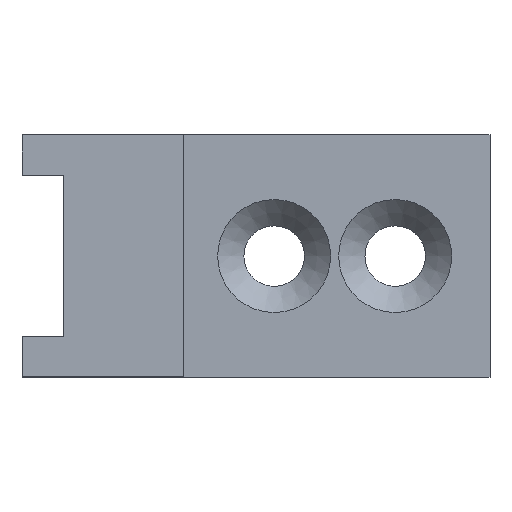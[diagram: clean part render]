
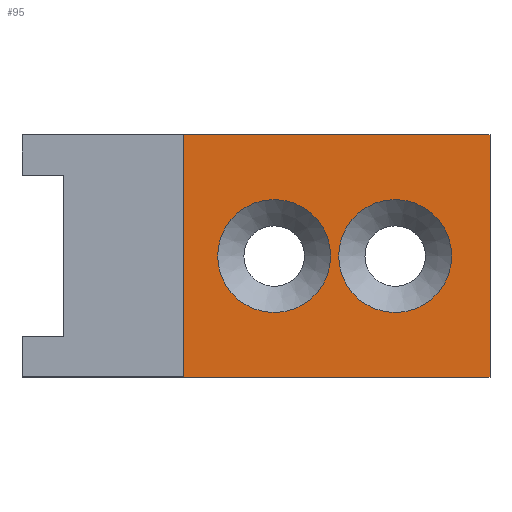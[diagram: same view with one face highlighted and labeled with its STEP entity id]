
A CAD part, top view. The second image highlights one B-rep face of the part: STEP entity #95.
In plain terms, the highlighted planar face has unit normal (0, 0, 1).
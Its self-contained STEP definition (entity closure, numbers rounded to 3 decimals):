
#46=FACE_BOUND('',#152,.T.);
#47=FACE_BOUND('',#153,.T.);
#48=FACE_BOUND('',#154,.T.);
#74=CIRCLE('',#526,2.8);
#75=CIRCLE('',#527,2.8);
#95=ADVANCED_FACE('',(#46,#47,#48),#120,.F.);
#120=PLANE('',#528);
#152=EDGE_LOOP('',(#216));
#153=EDGE_LOOP('',(#217));
#154=EDGE_LOOP('',(#218,#219,#220,#221));
#216=ORIENTED_EDGE('',*,*,#387,.T.);
#217=ORIENTED_EDGE('',*,*,#388,.T.);
#218=ORIENTED_EDGE('',*,*,#389,.T.);
#219=ORIENTED_EDGE('',*,*,#390,.F.);
#220=ORIENTED_EDGE('',*,*,#391,.F.);
#221=ORIENTED_EDGE('',*,*,#386,.T.);
#335=VERTEX_POINT('',#751);
#337=VERTEX_POINT('',#755);
#338=VERTEX_POINT('',#759);
#339=VERTEX_POINT('',#761);
#340=VERTEX_POINT('',#763);
#341=VERTEX_POINT('',#765);
#386=EDGE_CURVE('',#335,#337,#446,.T.);
#387=EDGE_CURVE('',#338,#338,#74,.T.);
#388=EDGE_CURVE('',#339,#339,#75,.T.);
#389=EDGE_CURVE('',#337,#340,#447,.T.);
#390=EDGE_CURVE('',#341,#340,#448,.T.);
#391=EDGE_CURVE('',#335,#341,#449,.T.);
#446=LINE('',#756,#492);
#447=LINE('',#762,#493);
#448=LINE('',#764,#494);
#449=LINE('',#766,#495);
#492=VECTOR('',#605,1.);
#493=VECTOR('',#612,1.);
#494=VECTOR('',#613,1.);
#495=VECTOR('',#614,1.);
#526=AXIS2_PLACEMENT_3D('',#758,#608,#609);
#527=AXIS2_PLACEMENT_3D('',#760,#610,#611);
#528=AXIS2_PLACEMENT_3D('',#767,#615,#616);
#605=DIRECTION('',(0.,1.,0.));
#608=DIRECTION('',(0.,0.,-1.));
#609=DIRECTION('',(-1.,0.,0.));
#610=DIRECTION('',(0.,0.,-1.));
#611=DIRECTION('',(-1.,0.,0.));
#612=DIRECTION('',(-1.,0.,0.));
#613=DIRECTION('',(0.,1.,0.));
#614=DIRECTION('',(-1.,0.,0.));
#615=DIRECTION('',(0.,0.,-1.));
#616=DIRECTION('',(-1.,0.,0.));
#751=CARTESIAN_POINT('',(18.7,-12.,3.));
#755=CARTESIAN_POINT('',(18.7,0.,3.));
#756=CARTESIAN_POINT('',(18.7,-12.,3.));
#758=CARTESIAN_POINT('',(14.,-6.,3.));
#759=CARTESIAN_POINT('',(11.2,-6.,3.));
#760=CARTESIAN_POINT('',(8.,-6.,3.));
#761=CARTESIAN_POINT('',(5.2,-6.,3.));
#762=CARTESIAN_POINT('',(18.7,0.,3.));
#763=CARTESIAN_POINT('',(3.5,0.,3.));
#764=CARTESIAN_POINT('',(3.5,-12.,3.));
#765=CARTESIAN_POINT('',(3.5,-12.,3.));
#766=CARTESIAN_POINT('',(18.7,-12.,3.));
#767=CARTESIAN_POINT('',(18.7,-12.,3.));
